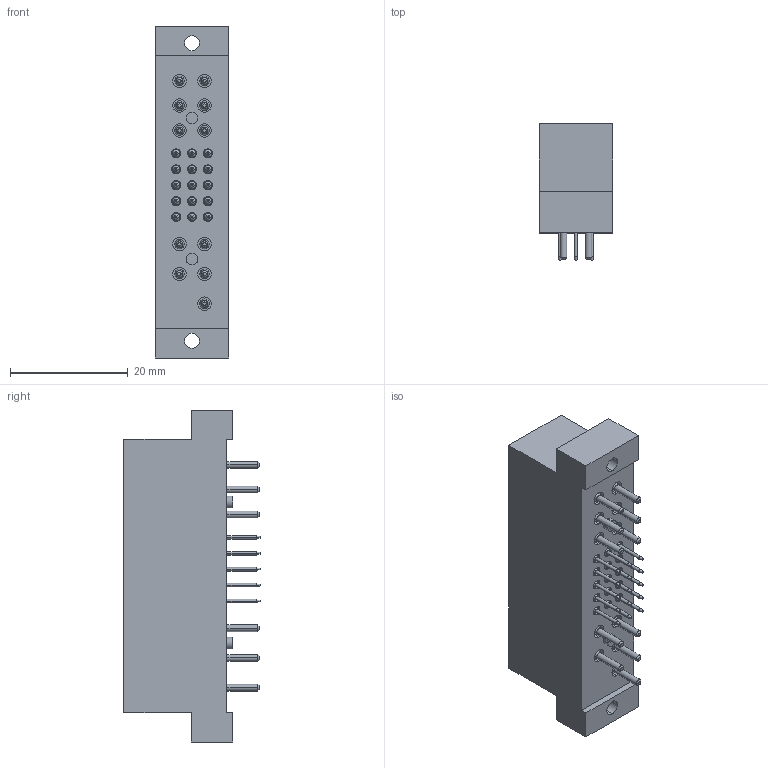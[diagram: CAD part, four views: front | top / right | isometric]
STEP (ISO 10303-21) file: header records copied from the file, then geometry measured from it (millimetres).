
FILE_DESCRIPTION (( 'STEP AP214' ), '1' );
FILE_NAME ('PCIB26W11M300A1.STEP', '2007-12-18T19:06:54', ( '' ), ( '' ), 'SwSTEP 2.0', 'SolidWorks 2007', '' );
FILE_SCHEMA (( 'AUTOMOTIVE_DESIGN' ));
Length unit declared in the file: millimetre
Products named in the file (1): PCIB26W11M300A1
Bounding box: 12.54 x 23.13 x 56.32 mm (x, y, z)
Volume: 5991.2 mm3; surface area: 6211.3 mm2
Topology: 1 solids, 1 shells, 455 faces, 1008 edges, 636 vertices
Faces by surface type: cylinder 216, plane 109, cone 104, sphere 26
Entity records: 17112 total; most frequent: DIRECTION 2378, CARTESIAN_POINT 1970, ORIENTED_EDGE 1860, AXIS2_PLACEMENT_3D 992, EDGE_CURVE 930, VERTEX_POINT 584, EDGE_LOOP 566, CIRCLE 536
